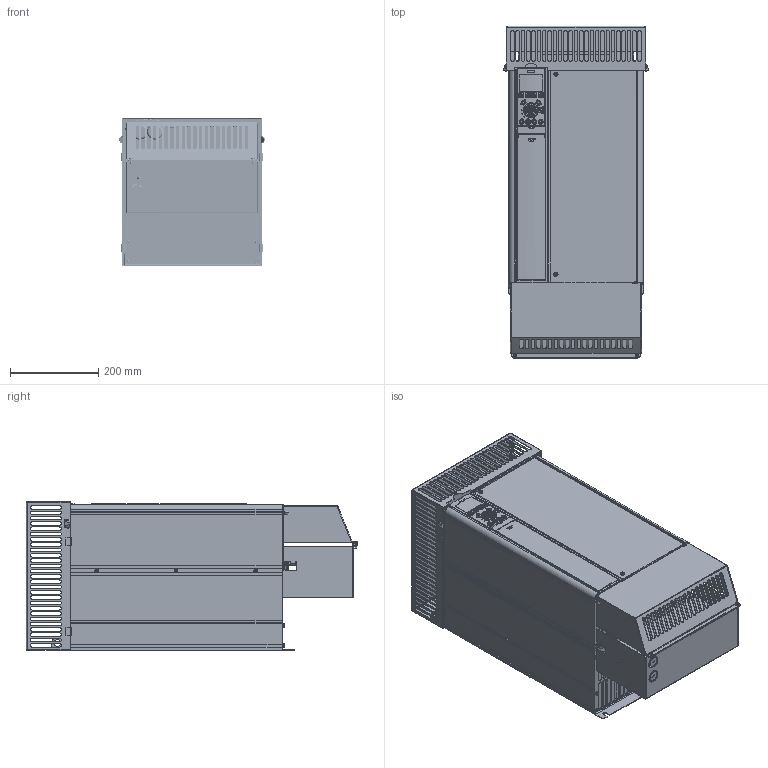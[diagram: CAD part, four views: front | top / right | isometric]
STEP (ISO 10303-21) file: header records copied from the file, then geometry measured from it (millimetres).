
FILE_DESCRIPTION((''),'2;1');
FILE_NAME('DANFOSS-FC100-C3-NEMA1-KIT-194','2019-09-12T',('U322080'),(''),'CREO PARAMETRIC BY PTC INC, 2018070','CREO PARAMETRIC BY PTC INC, 2018070','');
FILE_SCHEMA(('CONFIG_CONTROL_DESIGN'));
Products named in the file (1): DANFOSS-FC100-C3-NEMA1-KIT-194
Bounding box: 328.72 x 751.65 x 337 mm (x, y, z)
Surface area: 2803630.2 mm2 (no closed solid volume)
Topology: 0 solids, 35 shells, 6694 faces, 18077 edges, 11420 vertices
Faces by surface type: plane 3471, cylinder 2146, bspline 696, torus 149, cone 126, sphere 82, extrusion 24
Entity records: 330164 total; most frequent: CARTESIAN_POINT 95141, ORIENTED_EDGE 35896, DIRECTION 28591, PRESENTATION_STYLE_ASSIGNMENT 19267, EDGE_CURVE 17950, STYLED_ITEM 16069, CURVE_STYLE 14742, VERTEX_POINT 11420
